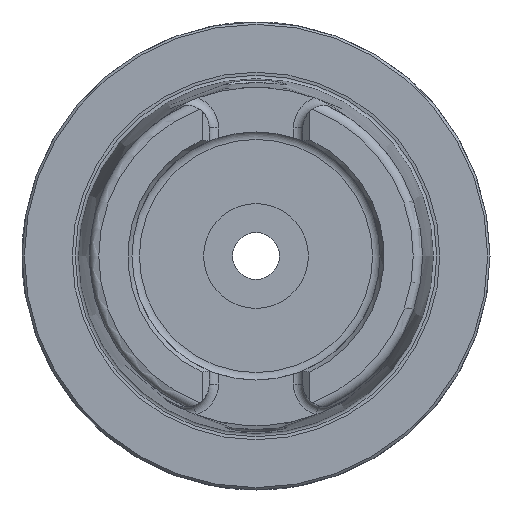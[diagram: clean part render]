
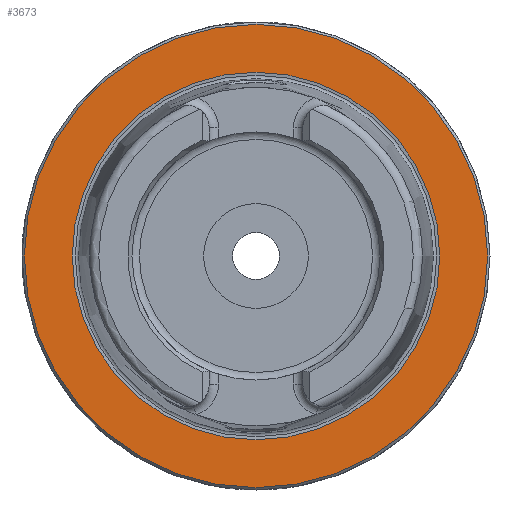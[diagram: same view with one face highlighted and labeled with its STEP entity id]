
A CAD part, left-side view. The second image highlights one B-rep face of the part: STEP entity #3673.
In plain terms, the highlighted planar face has unit normal (-1, 0, 0).
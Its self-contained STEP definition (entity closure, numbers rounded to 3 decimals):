
#217=FACE_BOUND('',#666,.T.);
#262=PLANE('',#4103);
#449=FACE_OUTER_BOUND('',#665,.T.);
#665=EDGE_LOOP('',(#3000,#3001));
#666=EDGE_LOOP('',(#3002,#3003));
#1310=CIRCLE('',#4101,39.275);
#1311=CIRCLE('',#4102,39.275);
#1312=CIRCLE('',#4104,49.5);
#1313=CIRCLE('',#4105,49.5);
#1630=VERTEX_POINT('',#6933);
#1631=VERTEX_POINT('',#6935);
#1632=VERTEX_POINT('',#6939);
#1633=VERTEX_POINT('',#6940);
#2117=EDGE_CURVE('',#1631,#1630,#1310,.T.);
#2118=EDGE_CURVE('',#1630,#1631,#1311,.T.);
#2119=EDGE_CURVE('',#1632,#1633,#1312,.T.);
#2120=EDGE_CURVE('',#1633,#1632,#1313,.T.);
#3000=ORIENTED_EDGE('',*,*,#2119,.F.);
#3001=ORIENTED_EDGE('',*,*,#2120,.F.);
#3002=ORIENTED_EDGE('',*,*,#2117,.T.);
#3003=ORIENTED_EDGE('',*,*,#2118,.T.);
#3673=ADVANCED_FACE('',(#449,#217),#262,.T.);
#4101=AXIS2_PLACEMENT_3D('',#6936,#4924,#4925);
#4102=AXIS2_PLACEMENT_3D('',#6937,#4926,#4927);
#4103=AXIS2_PLACEMENT_3D('',#6938,#4928,#4929);
#4104=AXIS2_PLACEMENT_3D('',#6941,#4930,#4931);
#4105=AXIS2_PLACEMENT_3D('',#6942,#4932,#4933);
#4924=DIRECTION('center_axis',(1.,0.,0.));
#4925=DIRECTION('ref_axis',(0.,0.,-1.));
#4926=DIRECTION('center_axis',(1.,0.,0.));
#4927=DIRECTION('ref_axis',(0.,0.,-1.));
#4928=DIRECTION('center_axis',(-1.,0.,0.));
#4929=DIRECTION('ref_axis',(0.,0.,1.));
#4930=DIRECTION('center_axis',(1.,0.,0.));
#4931=DIRECTION('ref_axis',(0.,0.,-1.));
#4932=DIRECTION('center_axis',(1.,0.,0.));
#4933=DIRECTION('ref_axis',(0.,0.,-1.));
#6933=CARTESIAN_POINT('',(0.,-39.275,0.));
#6935=CARTESIAN_POINT('',(0.,39.275,0.));
#6936=CARTESIAN_POINT('Origin',(0.,0.,0.));
#6937=CARTESIAN_POINT('Origin',(0.,0.,0.));
#6938=CARTESIAN_POINT('Origin',(0.,49.5,0.));
#6939=CARTESIAN_POINT('',(0.,49.5,0.));
#6940=CARTESIAN_POINT('',(0.,-49.5,0.));
#6941=CARTESIAN_POINT('Origin',(0.,0.,0.));
#6942=CARTESIAN_POINT('Origin',(0.,0.,0.));
